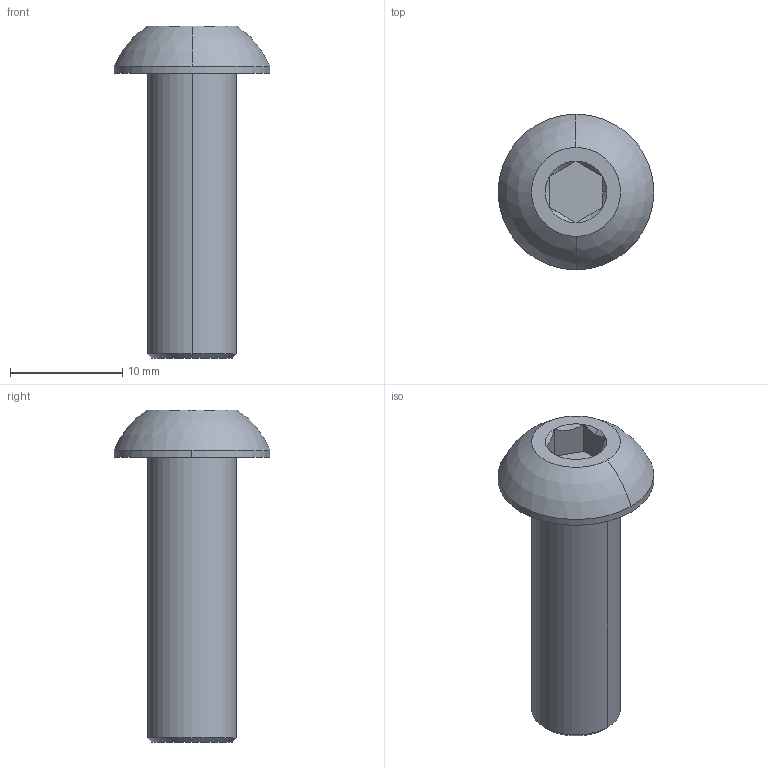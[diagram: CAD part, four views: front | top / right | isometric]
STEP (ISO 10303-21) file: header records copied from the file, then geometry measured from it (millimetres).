
FILE_DESCRIPTION (( 'STEP AP203' ), '1' );
FILE_NAME ('161055.step', '2022-01-27T15:32:01', ( '' ), ( '' ), 'SwSTEP 2.0', 'SolidWorks 2021', '' );
FILE_SCHEMA (( 'CONFIG_CONTROL_DESIGN' ));
Length unit declared in the file: inch
Products named in the file (1): 161055
Bounding box: 13.89 x 13.89 x 29.62 mm (x, y, z)
Volume: 1676.9 mm3; surface area: 1072.5 mm2
Topology: 1 solids, 2 shells, 29 faces, 55 edges, 32 vertices
Faces by surface type: plane 12, cone 9, cylinder 4, sphere 2, bspline 2
Entity records: 2123 total; most frequent: CARTESIAN_POINT 1472, DIRECTION 124, ORIENTED_EDGE 110, EDGE_CURVE 55, AXIS2_PLACEMENT_3D 51, VERTEX_POINT 32, EDGE_LOOP 31, ADVANCED_FACE 29
